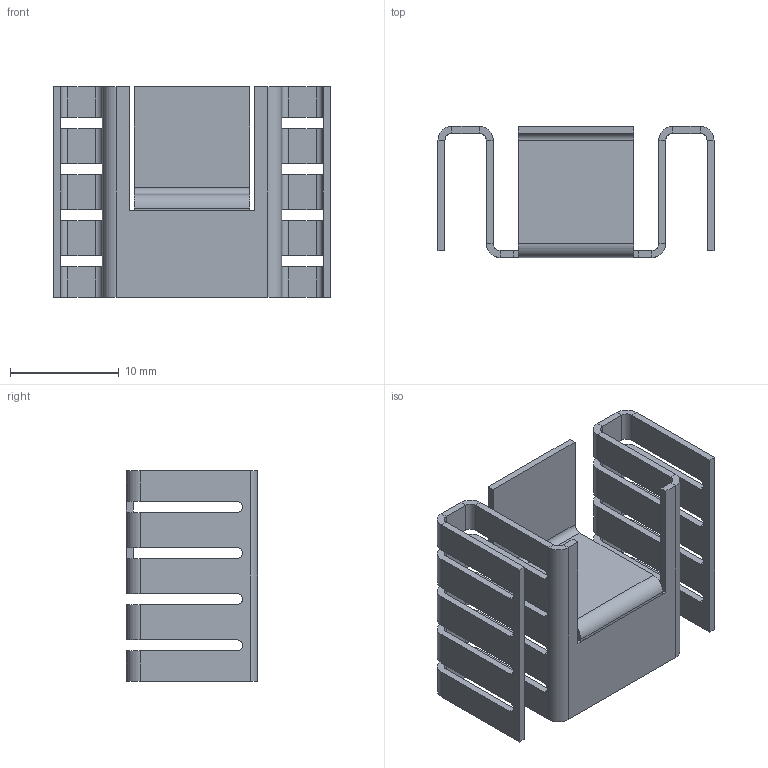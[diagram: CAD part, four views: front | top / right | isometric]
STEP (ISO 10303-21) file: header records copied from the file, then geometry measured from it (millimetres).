
FILE_DESCRIPTION (( 'STEP AP214' ), '1' );
FILE_NAME ('069010E1-404C-49EE-AB01-F658DA91E83F.STEP', '2023-07-05T06:39:31', ( '' ), ( '' ), 'SwSTEP 2.0', 'SolidWorks 2022', '' );
FILE_SCHEMA (( 'AUTOMOTIVE_DESIGN' ));
Length unit declared in the file: inch
Products named in the file (1): 069010E1-404C-49EE-AB01-F658DA91E83F
Bounding box: 25.4 x 12.06 x 19.38 mm (x, y, z)
Volume: 771.3 mm3; surface area: 2848.7 mm2
Topology: 2 solids, 2 shells, 160 faces, 452 edges, 280 vertices
Faces by surface type: plane 96, cylinder 64
Entity records: 5195 total; most frequent: ORIENTED_EDGE 904, DIRECTION 902, CARTESIAN_POINT 893, EDGE_CURVE 452, LINE 324, VECTOR 324, AXIS2_PLACEMENT_3D 289, VERTEX_POINT 280
